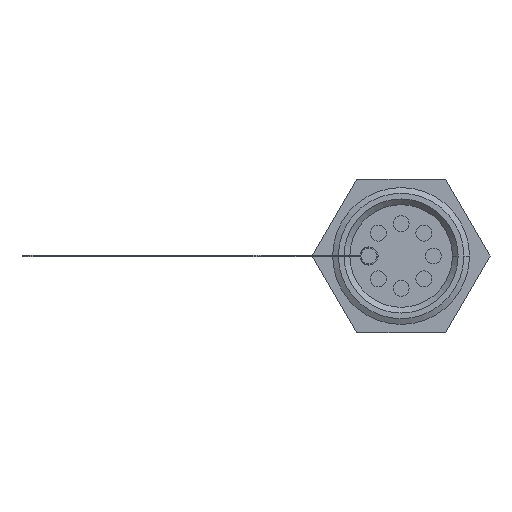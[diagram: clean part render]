
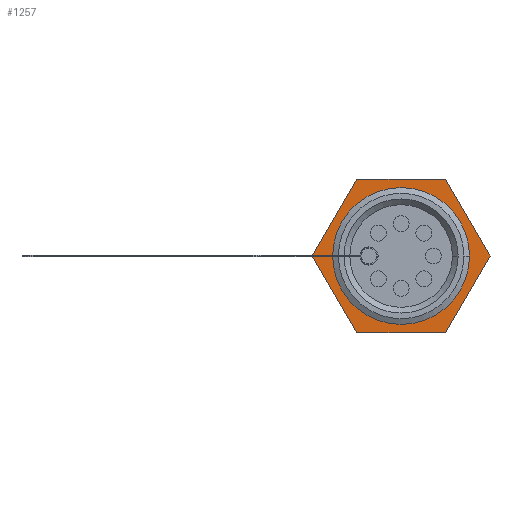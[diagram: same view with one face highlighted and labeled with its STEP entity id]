
A CAD part, front view. The second image highlights one B-rep face of the part: STEP entity #1257.
In plain terms, the highlighted planar face has unit normal (0, -1, 0).
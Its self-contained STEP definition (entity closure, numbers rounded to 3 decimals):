
#14 = VERTEX_POINT ( 'NONE', #4934 ) ;
#143 = EDGE_CURVE ( 'NONE', #4147, #6210, #2017, .T. ) ;
#173 = LINE ( 'NONE', #5488, #4944 ) ;
#203 = CIRCLE ( 'NONE', #2161, 12. ) ;
#222 = DIRECTION ( 'NONE',  ( -0.5, 0., 0.866 ) ) ;
#277 = VECTOR ( 'NONE', #1831, 1000. ) ;
#297 = AXIS2_PLACEMENT_3D ( 'NONE', #2626, #5594, #4081 ) ;
#488 = LINE ( 'NONE', #4139, #2385 ) ;
#549 = FACE_OUTER_BOUND ( 'NONE', #4596, .T. ) ;
#658 = EDGE_CURVE ( 'NONE', #2631, #14, #488, .T. ) ;
#663 = PLANE ( 'NONE',  #297 ) ;
#699 = VECTOR ( 'NONE', #222, 1000. ) ;
#748 = DIRECTION ( 'NONE',  ( -1., 0., 0. ) ) ;
#806 = ORIENTED_EDGE ( 'NONE', *, *, #143, .T. ) ;
#1257 = ADVANCED_FACE ( 'NONE', ( #549, #2308 ), #663, .F. ) ;
#1322 = ORIENTED_EDGE ( 'NONE', *, *, #4197, .T. ) ;
#1545 = CARTESIAN_POINT ( 'NONE',  ( 12., -7., 0. ) ) ;
#1640 = LINE ( 'NONE', #3230, #277 ) ;
#1764 = CARTESIAN_POINT ( 'NONE',  ( 15.588, -7., 0. ) ) ;
#1774 = CARTESIAN_POINT ( 'NONE',  ( -7.794, -7., 13.5 ) ) ;
#1798 = CARTESIAN_POINT ( 'NONE',  ( -12., -7., 0. ) ) ;
#1831 = DIRECTION ( 'NONE',  ( -1., 0., 0. ) ) ;
#1989 = DIRECTION ( 'NONE',  ( 0.5, 0., 0.866 ) ) ;
#2017 = LINE ( 'NONE', #3186, #699 ) ;
#2161 = AXIS2_PLACEMENT_3D ( 'NONE', #3808, #3777, #4326 ) ;
#2229 = LINE ( 'NONE', #4005, #2590 ) ;
#2267 = CARTESIAN_POINT ( 'NONE',  ( -7.794, -7., -13.5 ) ) ;
#2292 = LINE ( 'NONE', #2502, #2967 ) ;
#2308 = FACE_BOUND ( 'NONE', #3104, .T. ) ;
#2385 = VECTOR ( 'NONE', #5598, 1000. ) ;
#2502 = CARTESIAN_POINT ( 'NONE',  ( 15.588, -7., 0. ) ) ;
#2556 = DIRECTION ( 'NONE',  ( 0.5, 0., -0.866 ) ) ;
#2590 = VECTOR ( 'NONE', #2556, 1000. ) ;
#2626 = CARTESIAN_POINT ( 'NONE',  ( -34.759, -7., 0. ) ) ;
#2631 = VERTEX_POINT ( 'NONE', #2267 ) ;
#2713 = VERTEX_POINT ( 'NONE', #1798 ) ;
#2739 = ORIENTED_EDGE ( 'NONE', *, *, #6227, .T. ) ;
#2967 = VECTOR ( 'NONE', #1989, 1000. ) ;
#3000 = CIRCLE ( 'NONE', #4181, 12. ) ;
#3104 = EDGE_LOOP ( 'NONE', ( #5492, #4509 ) ) ;
#3186 = CARTESIAN_POINT ( 'NONE',  ( 7.794, -7., 13.5 ) ) ;
#3230 = CARTESIAN_POINT ( 'NONE',  ( -7.794, -7., 13.5 ) ) ;
#3357 = ORIENTED_EDGE ( 'NONE', *, *, #5667, .T. ) ;
#3557 = CARTESIAN_POINT ( 'NONE',  ( 0., -7., 0. ) ) ;
#3686 = DIRECTION ( 'NONE',  ( 0., 1., 0. ) ) ;
#3777 = DIRECTION ( 'NONE',  ( 0., 1., 0. ) ) ;
#3806 = EDGE_CURVE ( 'NONE', #2713, #5502, #203, .T. ) ;
#3808 = CARTESIAN_POINT ( 'NONE',  ( 0., -7., 0. ) ) ;
#3924 = CARTESIAN_POINT ( 'NONE',  ( 7.794, -7., 13.5 ) ) ;
#4005 = CARTESIAN_POINT ( 'NONE',  ( -7.794, -7., -13.5 ) ) ;
#4059 = ORIENTED_EDGE ( 'NONE', *, *, #5756, .T. ) ;
#4079 = DIRECTION ( 'NONE',  ( -0.5, 0., -0.866 ) ) ;
#4081 = DIRECTION ( 'NONE',  ( -1., 0., 0. ) ) ;
#4139 = CARTESIAN_POINT ( 'NONE',  ( 7.794, -7., -13.5 ) ) ;
#4147 = VERTEX_POINT ( 'NONE', #1764 ) ;
#4181 = AXIS2_PLACEMENT_3D ( 'NONE', #3557, #3686, #748 ) ;
#4197 = EDGE_CURVE ( 'NONE', #6210, #5849, #1640, .T. ) ;
#4326 = DIRECTION ( 'NONE',  ( -1., 0., 0. ) ) ;
#4411 = EDGE_CURVE ( 'NONE', #5502, #2713, #3000, .T. ) ;
#4509 = ORIENTED_EDGE ( 'NONE', *, *, #4411, .T. ) ;
#4596 = EDGE_LOOP ( 'NONE', ( #806, #1322, #4059, #3357, #6062, #2739 ) ) ;
#4934 = CARTESIAN_POINT ( 'NONE',  ( 7.794, -7., -13.5 ) ) ;
#4944 = VECTOR ( 'NONE', #4079, 1000. ) ;
#5162 = VERTEX_POINT ( 'NONE', #5495 ) ;
#5488 = CARTESIAN_POINT ( 'NONE',  ( -15.588, -7., 0. ) ) ;
#5492 = ORIENTED_EDGE ( 'NONE', *, *, #3806, .T. ) ;
#5495 = CARTESIAN_POINT ( 'NONE',  ( -15.588, -7., 0. ) ) ;
#5502 = VERTEX_POINT ( 'NONE', #1545 ) ;
#5594 = DIRECTION ( 'NONE',  ( 0., 1., 0. ) ) ;
#5598 = DIRECTION ( 'NONE',  ( 1., 0., 0. ) ) ;
#5667 = EDGE_CURVE ( 'NONE', #5162, #2631, #2229, .T. ) ;
#5756 = EDGE_CURVE ( 'NONE', #5849, #5162, #173, .T. ) ;
#5849 = VERTEX_POINT ( 'NONE', #1774 ) ;
#6062 = ORIENTED_EDGE ( 'NONE', *, *, #658, .T. ) ;
#6210 = VERTEX_POINT ( 'NONE', #3924 ) ;
#6227 = EDGE_CURVE ( 'NONE', #14, #4147, #2292, .T. ) ;
